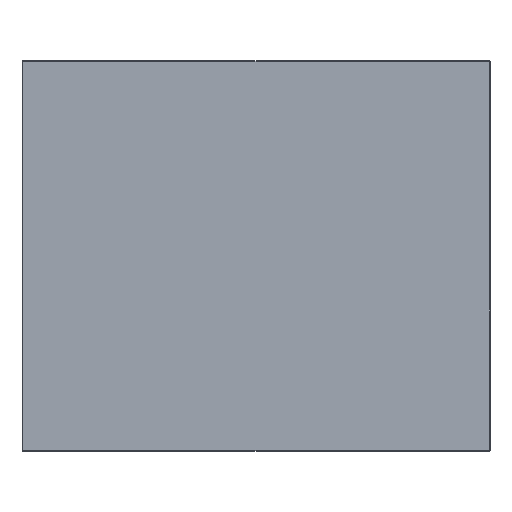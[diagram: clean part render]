
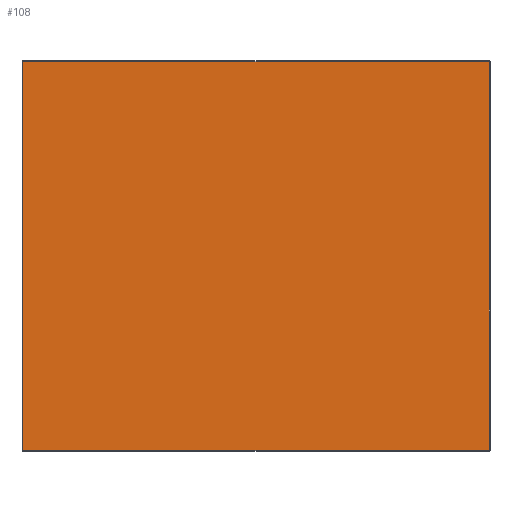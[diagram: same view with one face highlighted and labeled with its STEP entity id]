
A CAD part, top view. The second image highlights one B-rep face of the part: STEP entity #108.
In plain terms, the highlighted face is planar.
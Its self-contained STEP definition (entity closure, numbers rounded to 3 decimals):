
#108=ADVANCED_FACE('',(#160),#768,.T.);
#160=FACE_OUTER_BOUND('',#212,.T.);
#212=EDGE_LOOP('',(#282,#283,#284,#285));
#282=ORIENTED_EDGE('',*,*,#494,.F.);
#283=ORIENTED_EDGE('',*,*,#495,.F.);
#284=ORIENTED_EDGE('',*,*,#496,.F.);
#285=ORIENTED_EDGE('',*,*,#493,.F.);
#493=EDGE_CURVE('',#704,#705,#619,.T.);
#494=EDGE_CURVE('',#706,#704,#620,.T.);
#495=EDGE_CURVE('',#707,#706,#621,.T.);
#496=EDGE_CURVE('',#705,#707,#622,.T.);
#619=B_SPLINE_CURVE_WITH_KNOTS('',1,(#1417,#1418),.UNSPECIFIED.,.F.,.F.,
(2,2),(-498.,0.),.UNSPECIFIED.);
#620=B_SPLINE_CURVE_WITH_KNOTS('',1,(#1419,#1420),.UNSPECIFIED.,.F.,.F.,
(2,2),(-598.,0.),.UNSPECIFIED.);
#621=B_SPLINE_CURVE_WITH_KNOTS('',1,(#1421,#1422),.UNSPECIFIED.,.F.,.F.,
(2,2),(-498.,0.),.UNSPECIFIED.);
#622=B_SPLINE_CURVE_WITH_KNOTS('',1,(#1423,#1424),.UNSPECIFIED.,.F.,.F.,
(2,2),(-598.,0.),.UNSPECIFIED.);
#704=VERTEX_POINT('',#1363);
#705=VERTEX_POINT('',#1364);
#706=VERTEX_POINT('',#1365);
#707=VERTEX_POINT('',#1366);
#768=PLANE('',#925);
#925=AXIS2_PLACEMENT_3D('',#1054,#987,$);
#987=DIRECTION('',(0.,1.,0.));
#1054=CARTESIAN_POINT('',(-358.8,90.,298.8));
#1363=CARTESIAN_POINT('',(299.,90.,-249.));
#1364=CARTESIAN_POINT('',(299.,90.,249.));
#1365=CARTESIAN_POINT('',(-299.,90.,-249.));
#1366=CARTESIAN_POINT('',(-299.,90.,249.));
#1417=CARTESIAN_POINT('',(299.,90.,-249.));
#1418=CARTESIAN_POINT('',(299.,90.,249.));
#1419=CARTESIAN_POINT('',(-299.,90.,-249.));
#1420=CARTESIAN_POINT('',(299.,90.,-249.));
#1421=CARTESIAN_POINT('',(-299.,90.,249.));
#1422=CARTESIAN_POINT('',(-299.,90.,-249.));
#1423=CARTESIAN_POINT('',(299.,90.,249.));
#1424=CARTESIAN_POINT('',(-299.,90.,249.));
